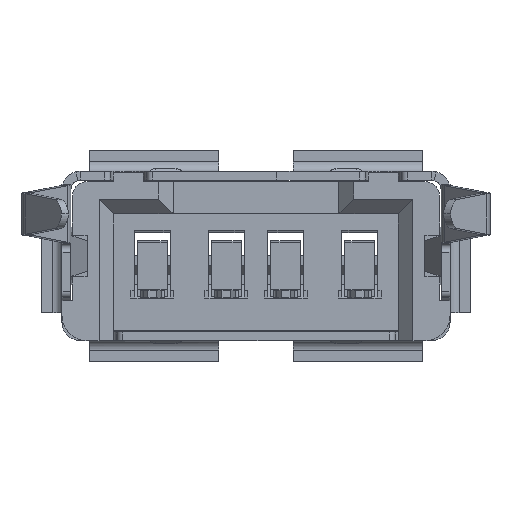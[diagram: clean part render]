
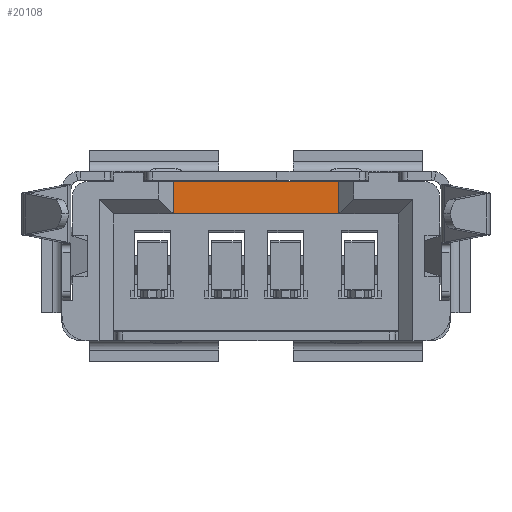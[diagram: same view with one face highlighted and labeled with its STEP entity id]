
A CAD part, left-side view. The second image highlights one B-rep face of the part: STEP entity #20108.
In plain terms, the highlighted free-form (B-spline) face has degree [1, 1] with [2, 2] control points.
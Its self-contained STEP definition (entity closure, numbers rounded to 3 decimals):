
#133 = VECTOR ( 'NONE', #2674, 1000. ) ;
#627 = DIRECTION ( 'NONE',  ( 0., 0., 1. ) ) ;
#943 = VERTEX_POINT ( 'NONE', #1499 ) ;
#1362 = ORIENTED_EDGE ( 'NONE', *, *, #23001, .F. ) ;
#1499 = CARTESIAN_POINT ( 'NONE',  ( -4.6, -2.8, 1.41 ) ) ;
#1560 = VERTEX_POINT ( 'NONE', #10149 ) ;
#1678 = ORIENTED_EDGE ( 'NONE', *, *, #11343, .T. ) ;
#2674 = DIRECTION ( 'NONE',  ( 0., -1., 0. ) ) ;
#3120 = B_SPLINE_SURFACE_WITH_KNOTS ( 'NONE', 1, 1, ( 
 ( #3457, #12755 ),
 ( #23599, #19872 ) ),
 .UNSPECIFIED., .F., .F., .F.,
 ( 2, 2 ),
 ( 2, 2 ),
 ( -0.112, 5.712 ),
 ( -1.114, 0.024 ),
 .UNSPECIFIED. ) ;
#3225 = ORIENTED_EDGE ( 'NONE', *, *, #22083, .T. ) ;
#3457 = CARTESIAN_POINT ( 'NONE',  ( -4.6, 2.912, 2.524 ) ) ;
#3905 = CARTESIAN_POINT ( 'NONE',  ( -4.6, -2.8, 2.5 ) ) ;
#4865 = EDGE_LOOP ( 'NONE', ( #1362, #11867, #3225, #1678 ) ) ;
#6130 = LINE ( 'NONE', #8019, #133 ) ;
#6499 = LINE ( 'NONE', #14504, #18151 ) ;
#7131 = DIRECTION ( 'NONE',  ( 0., -1., 0. ) ) ;
#7295 = VECTOR ( 'NONE', #8570, 1000. ) ;
#8019 = CARTESIAN_POINT ( 'NONE',  ( -4.6, 2.8, 2.5 ) ) ;
#8570 = DIRECTION ( 'NONE',  ( 0., 0., 1. ) ) ;
#9388 = VECTOR ( 'NONE', #627, 1000. ) ;
#10149 = CARTESIAN_POINT ( 'NONE',  ( -4.6, 2.8, 2.5 ) ) ;
#11343 = EDGE_CURVE ( 'NONE', #943, #23511, #17890, .T. ) ;
#11569 = LINE ( 'NONE', #13888, #7295 ) ;
#11671 = FACE_OUTER_BOUND ( 'NONE', #4865, .T. ) ;
#11867 = ORIENTED_EDGE ( 'NONE', *, *, #17065, .F. ) ;
#12755 = CARTESIAN_POINT ( 'NONE',  ( -4.6, 2.912, 1.386 ) ) ;
#13888 = CARTESIAN_POINT ( 'NONE',  ( -4.6, 2.8, 1.41 ) ) ;
#14504 = CARTESIAN_POINT ( 'NONE',  ( -4.6, 2.8, 1.41 ) ) ;
#17065 = EDGE_CURVE ( 'NONE', #20003, #1560, #11569, .T. ) ;
#17688 = CARTESIAN_POINT ( 'NONE',  ( -4.6, 2.8, 1.41 ) ) ;
#17890 = LINE ( 'NONE', #20870, #9388 ) ;
#18151 = VECTOR ( 'NONE', #7131, 1000. ) ;
#19872 = CARTESIAN_POINT ( 'NONE',  ( -4.6, -2.912, 1.386 ) ) ;
#20003 = VERTEX_POINT ( 'NONE', #17688 ) ;
#20108 = ADVANCED_FACE ( 'NONE', ( #11671 ), #3120, .F. ) ;
#20870 = CARTESIAN_POINT ( 'NONE',  ( -4.6, -2.8, 1.41 ) ) ;
#22083 = EDGE_CURVE ( 'NONE', #20003, #943, #6499, .T. ) ;
#23001 = EDGE_CURVE ( 'NONE', #1560, #23511, #6130, .T. ) ;
#23511 = VERTEX_POINT ( 'NONE', #3905 ) ;
#23599 = CARTESIAN_POINT ( 'NONE',  ( -4.6, -2.912, 2.524 ) ) ;
